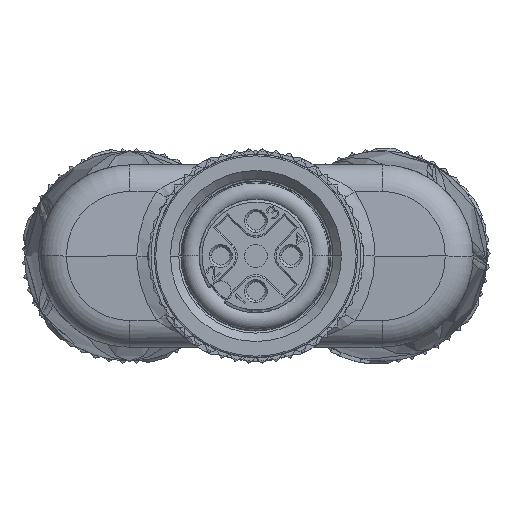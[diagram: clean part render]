
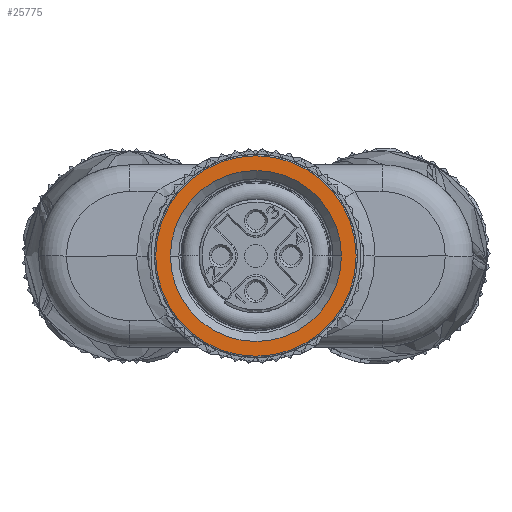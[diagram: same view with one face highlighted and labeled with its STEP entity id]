
A CAD part, left-side view. The second image highlights one B-rep face of the part: STEP entity #25775.
In plain terms, the highlighted face is planar.
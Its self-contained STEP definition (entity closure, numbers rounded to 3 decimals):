
#6663=CARTESIAN_POINT('',(0.,7.7,0.));
#6664=DIRECTION('',(0.,1.,0.));
#6665=DIRECTION('',(0.,0.,-1.));
#6666=AXIS2_PLACEMENT_3D('',#6663,#6664,#6665);
#6673=CARTESIAN_POINT('',(0.,7.7,0.));
#6674=DIRECTION('',(0.,1.,0.));
#6675=DIRECTION('',(0.,0.,1.));
#6676=AXIS2_PLACEMENT_3D('',#6673,#6674,#6675);
#6683=CARTESIAN_POINT('',(0.,7.7,0.));
#6684=DIRECTION('',(0.,-1.,0.));
#6685=DIRECTION('',(0.,0.,1.));
#6686=AXIS2_PLACEMENT_3D('',#6683,#6684,#6685);
#6697=CARTESIAN_POINT('',(0.,7.7,0.));
#6698=DIRECTION('',(0.,-1.,0.));
#6699=DIRECTION('',(0.,0.,-1.));
#6700=AXIS2_PLACEMENT_3D('',#6697,#6698,#6699);
#16186=CARTESIAN_POINT('',(0.,7.7,7.15));
#16187=VERTEX_POINT('',#16186);
#16188=CARTESIAN_POINT('',(0.,7.7,-7.15));
#16189=VERTEX_POINT('',#16188);
#16191=CARTESIAN_POINT('',(0.,7.7,-6.1));
#16193=VERTEX_POINT('',#16191);
#16195=CARTESIAN_POINT('',(0.,7.7,6.1));
#16197=VERTEX_POINT('',#16195);
#25759=CARTESIAN_POINT('',(0.,7.7,0.));
#25760=DIRECTION('',(0.,1.,0.));
#25761=DIRECTION('',(0.,0.,1.));
#25762=AXIS2_PLACEMENT_3D('',#25759,#25760,#25761);
#25763=PLANE('',#25762);
#25764=ORIENTED_EDGE('',*,*,#25742,.F.);
#25766=ORIENTED_EDGE('',*,*,#25765,.F.);
#25767=EDGE_LOOP('',(#25764,#25766));
#25768=FACE_OUTER_BOUND('',#25767,.F.);
#25770=ORIENTED_EDGE('',*,*,#25769,.F.);
#25772=ORIENTED_EDGE('',*,*,#25771,.F.);
#25773=EDGE_LOOP('',(#25770,#25772));
#25774=FACE_BOUND('',#25773,.F.);
#25775=ADVANCED_FACE('',(#25768,#25774),#25763,.T.);
#6667=CIRCLE('',#6666,7.15);
#6677=CIRCLE('',#6676,7.15);
#6687=CIRCLE('',#6686,6.1);
#6701=CIRCLE('',#6700,6.1);
#25742=EDGE_CURVE('',#16189,#16187,#6667,.T.);
#25765=EDGE_CURVE('',#16187,#16189,#6677,.T.);
#25769=EDGE_CURVE('',#16197,#16193,#6687,.T.);
#25771=EDGE_CURVE('',#16193,#16197,#6701,.T.);
